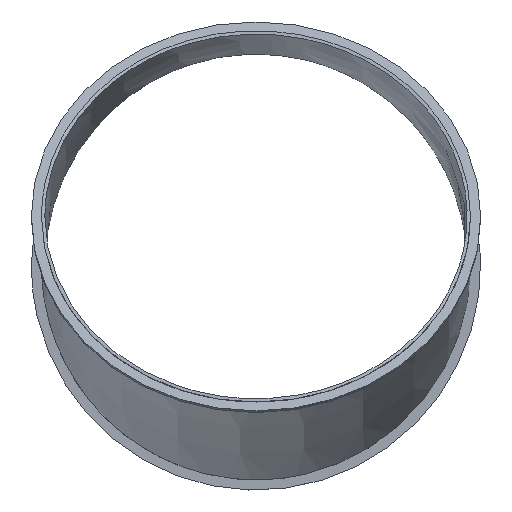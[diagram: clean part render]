
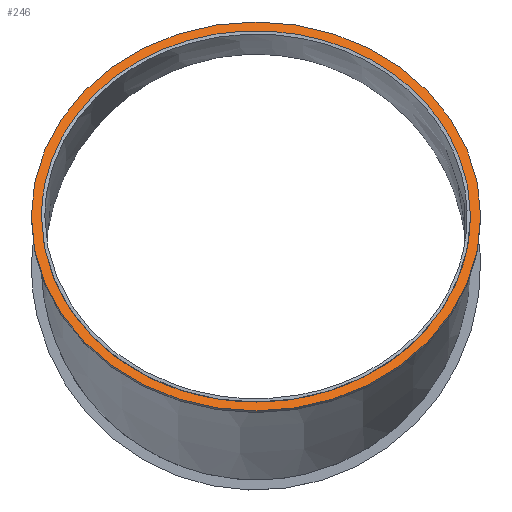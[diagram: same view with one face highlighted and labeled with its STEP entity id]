
A CAD part, top view. The second image highlights one B-rep face of the part: STEP entity #246.
In plain terms, the highlighted planar face has unit normal (0, 0.5, 0.866).
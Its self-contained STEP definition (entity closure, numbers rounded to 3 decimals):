
#73=CARTESIAN_POINT('',(-126.5,28.695,107.09));
#74=VERTEX_POINT('',#73);
#84=CARTESIAN_POINT('',(126.5,28.695,107.09));
#85=VERTEX_POINT('',#84);
#128=CARTESIAN_POINT('',(-132.5,28.695,107.09));
#129=VERTEX_POINT('',#128);
#130=CARTESIAN_POINT('',(0.,28.695,107.09));
#131=DIRECTION('',(0.0,0.5,0.866));
#132=DIRECTION('',(1.0,0.0,0.0));
#133=AXIS2_PLACEMENT_3D('',#130,#131,#132);
#134=CIRCLE('',#133,132.5);
#135=EDGE_CURVE('',#129,#129,#134,.T.);
#186=CARTESIAN_POINT('',(0.,28.695,107.09));
#187=DIRECTION('',(0.,0.5,0.866));
#188=DIRECTION('',(1.0,0.0,0.0));
#189=AXIS2_PLACEMENT_3D('',#186,#187,#188);
#190=PLANE('',#189);
#191=ORIENTED_EDGE('',*,*,#135,.T.);
#192=EDGE_LOOP('',(#191));
#193=FACE_OUTER_BOUND('',#192,.T.);
#194=CARTESIAN_POINT('',(126.499,28.695,107.09));
#195=CARTESIAN_POINT('',(126.499,29.254,106.767));
#196=CARTESIAN_POINT('',(126.494,29.813,106.444));
#197=CARTESIAN_POINT('',(126.216,45.511,97.381));
#198=CARTESIAN_POINT('',(122.374,59.402,89.361));
#199=CARTESIAN_POINT('',(110.014,84.625,74.799));
#200=CARTESIAN_POINT('',(100.69,96.527,67.927));
#201=CARTESIAN_POINT('',(78.234,115.777,56.813));
#202=CARTESIAN_POINT('',(64.567,124.163,51.971));
#203=CARTESIAN_POINT('',(32.771,135.465,45.446));
#204=CARTESIAN_POINT('',(16.473,138.246,43.841));
#205=CARTESIAN_POINT('',(-16.52,138.249,43.839));
#206=CARTESIAN_POINT('',(-32.83,135.45,45.455));
#207=CARTESIAN_POINT('',(-61.821,125.14,51.407));
#208=CARTESIAN_POINT('',(-75.994,117.623,55.747));
#209=CARTESIAN_POINT('',(-100.437,96.81,67.764));
#210=CARTESIAN_POINT('',(-109.83,84.902,74.639));
#211=CARTESIAN_POINT('',(-122.779,58.666,89.786));
#212=CARTESIAN_POINT('',(-126.233,44.597,97.909));
#213=CARTESIAN_POINT('',(-126.495,29.813,106.444));
#214=CARTESIAN_POINT('',(-126.5,29.254,106.767));
#215=CARTESIAN_POINT('',(-126.5,28.695,107.09));
#216=B_SPLINE_CURVE_WITH_KNOTS('',3,(#194,#195,#196,#197,#198,#199,#200,#201,#202,#203,#204,#205,#206,#207,#208,#209,#210,#211,#212,#213,#214,#215),.UNSPECIFIED.,.F.,.U.,(4,2,2,2,2,2,2,2,2,2,4),(-46.803,-46.568,-40.205,-33.32,-26.966,-21.094,-15.206,-9.872,-4.928,0.0,0.194),.UNSPECIFIED.);
#217=EDGE_CURVE('',#85,#74,#216,.T.);
#218=ORIENTED_EDGE('',*,*,#217,.F.);
#219=CARTESIAN_POINT('',(-126.5,28.695,107.09));
#220=CARTESIAN_POINT('',(-126.5,28.135,107.413));
#221=CARTESIAN_POINT('',(-126.495,27.576,107.736));
#222=CARTESIAN_POINT('',(-126.233,12.804,116.265));
#223=CARTESIAN_POINT('',(-122.785,-1.253,124.381));
#224=CARTESIAN_POINT('',(-109.85,-27.484,139.525));
#225=CARTESIAN_POINT('',(-100.461,-39.395,146.402));
#226=CARTESIAN_POINT('',(-76.036,-60.204,158.415));
#227=CARTESIAN_POINT('',(-61.873,-67.728,162.759));
#228=CARTESIAN_POINT('',(-32.86,-78.056,168.722));
#229=CARTESIAN_POINT('',(-16.541,-80.859,170.341));
#230=CARTESIAN_POINT('',(16.482,-80.854,170.338));
#231=CARTESIAN_POINT('',(32.787,-78.077,168.735));
#232=CARTESIAN_POINT('',(64.564,-66.77,162.206));
#233=CARTESIAN_POINT('',(78.229,-58.395,157.371));
#234=CARTESIAN_POINT('',(100.705,-39.12,146.243));
#235=CARTESIAN_POINT('',(110.021,-27.221,139.373));
#236=CARTESIAN_POINT('',(122.296,-2.166,124.908));
#237=CARTESIAN_POINT('',(126.216,11.746,116.876));
#238=CARTESIAN_POINT('',(126.494,27.576,107.736));
#239=CARTESIAN_POINT('',(126.499,28.136,107.413));
#240=CARTESIAN_POINT('',(126.499,28.695,107.09));
#241=B_SPLINE_CURVE_WITH_KNOTS('',3,(#219,#220,#221,#222,#223,#224,#225,#226,#227,#228,#229,#230,#231,#232,#233,#234,#235,#236,#237,#238,#239,#240),.UNSPECIFIED.,.F.,.U.,(4,2,2,2,2,2,2,2,2,2,4),(-0.194,0.,4.924,9.869,15.197,21.079,26.94,33.255,40.085,46.31,46.538),.UNSPECIFIED.);
#242=EDGE_CURVE('',#74,#85,#241,.T.);
#243=ORIENTED_EDGE('',*,*,#242,.F.);
#244=EDGE_LOOP('',(#218,#243));
#245=FACE_BOUND('',#244,.T.);
#246=ADVANCED_FACE('',(#193,#245),#190,.T.);
